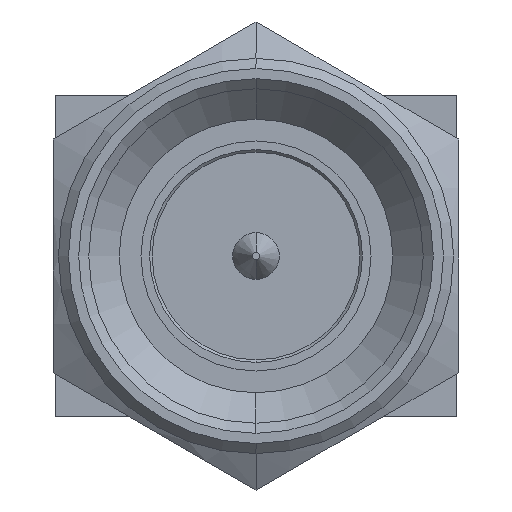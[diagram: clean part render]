
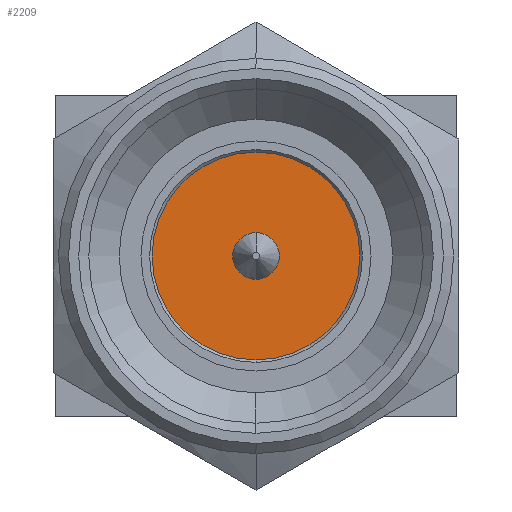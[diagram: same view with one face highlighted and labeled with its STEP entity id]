
A CAD part, left-side view. The second image highlights one B-rep face of the part: STEP entity #2209.
In plain terms, the highlighted planar face has unit normal (-1, 0, 0).
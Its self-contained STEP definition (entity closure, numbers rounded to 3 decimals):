
#106 = AXIS2_PLACEMENT_3D ( 'NONE', #2060, #2079, #2120 ) ;
#230 = AXIS2_PLACEMENT_3D ( 'NONE', #362, #373, #387 ) ;
#362 = CARTESIAN_POINT ( 'NONE',  ( 2.95, 0., 0. ) ) ;
#373 = DIRECTION ( 'NONE',  ( -1., 0., 0. ) ) ;
#387 = DIRECTION ( 'NONE',  ( 0., 0., 1. ) ) ;
#415 = EDGE_LOOP ( 'NONE', ( #2301, #1962 ) ) ;
#480 = AXIS2_PLACEMENT_3D ( 'NONE', #563, #1202, #1223 ) ;
#563 = CARTESIAN_POINT ( 'NONE',  ( 2.95, 0., 0. ) ) ;
#645 = VERTEX_POINT ( 'NONE', #1248 ) ;
#646 = AXIS2_PLACEMENT_3D ( 'NONE', #1191, #2608, #1404 ) ;
#686 = CIRCLE ( 'NONE', #646, 0.46 ) ;
#751 = PLANE ( 'NONE',  #1938 ) ;
#955 = CARTESIAN_POINT ( 'NONE',  ( 2.95, 0., 0. ) ) ;
#1080 = EDGE_CURVE ( 'NONE', #1246, #1278, #1502, .T. ) ;
#1191 = CARTESIAN_POINT ( 'NONE',  ( 2.95, 0., 0. ) ) ;
#1202 = DIRECTION ( 'NONE',  ( -1., 0., 0. ) ) ;
#1223 = DIRECTION ( 'NONE',  ( 0., 0., 1. ) ) ;
#1246 = VERTEX_POINT ( 'NONE', #1740 ) ;
#1248 = CARTESIAN_POINT ( 'NONE',  ( 2.95, 0., -0.46 ) ) ;
#1278 = VERTEX_POINT ( 'NONE', #2229 ) ;
#1286 = CIRCLE ( 'NONE', #480, 2.05 ) ;
#1404 = DIRECTION ( 'NONE',  ( 0., 0., 1. ) ) ;
#1467 = FACE_BOUND ( 'NONE', #2395, .T. ) ;
#1502 = CIRCLE ( 'NONE', #230, 2.05 ) ;
#1516 = EDGE_CURVE ( 'NONE', #2617, #645, #2040, .T. ) ;
#1521 = ORIENTED_EDGE ( 'NONE', *, *, #2733, .F. ) ;
#1531 = FACE_OUTER_BOUND ( 'NONE', #415, .T. ) ;
#1550 = ORIENTED_EDGE ( 'NONE', *, *, #1516, .F. ) ;
#1740 = CARTESIAN_POINT ( 'NONE',  ( 2.95, 0., 2.05 ) ) ;
#1938 = AXIS2_PLACEMENT_3D ( 'NONE', #955, #1988, #2195 ) ;
#1962 = ORIENTED_EDGE ( 'NONE', *, *, #2068, .T. ) ;
#1988 = DIRECTION ( 'NONE',  ( -1., 0., 0. ) ) ;
#2040 = CIRCLE ( 'NONE', #106, 0.46 ) ;
#2060 = CARTESIAN_POINT ( 'NONE',  ( 2.95, 0., 0. ) ) ;
#2068 = EDGE_CURVE ( 'NONE', #1278, #1246, #1286, .T. ) ;
#2079 = DIRECTION ( 'NONE',  ( -1., 0., 0. ) ) ;
#2120 = DIRECTION ( 'NONE',  ( 0., 0., 1. ) ) ;
#2195 = DIRECTION ( 'NONE',  ( 0., 0., 1. ) ) ;
#2209 = ADVANCED_FACE ( 'NONE', ( #1531, #1467 ), #751, .T. ) ;
#2229 = CARTESIAN_POINT ( 'NONE',  ( 2.95, 0., -2.05 ) ) ;
#2301 = ORIENTED_EDGE ( 'NONE', *, *, #1080, .T. ) ;
#2395 = EDGE_LOOP ( 'NONE', ( #1550, #1521 ) ) ;
#2608 = DIRECTION ( 'NONE',  ( -1., 0., 0. ) ) ;
#2617 = VERTEX_POINT ( 'NONE', #2778 ) ;
#2733 = EDGE_CURVE ( 'NONE', #645, #2617, #686, .T. ) ;
#2778 = CARTESIAN_POINT ( 'NONE',  ( 2.95, 0., 0.46 ) ) ;
